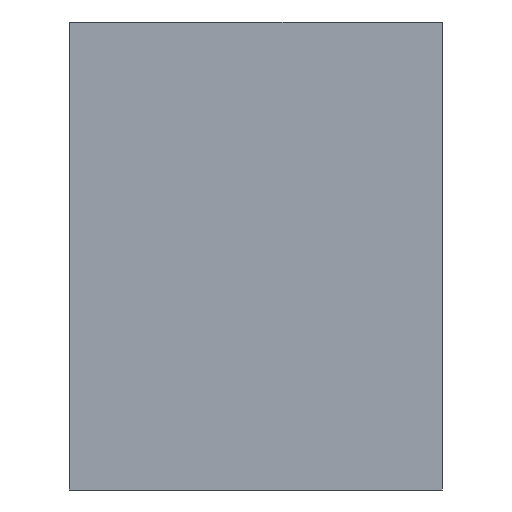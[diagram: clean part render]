
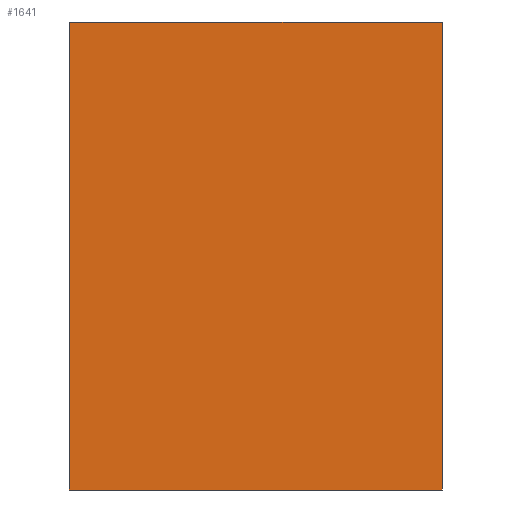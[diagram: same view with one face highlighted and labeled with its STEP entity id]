
A CAD part, front view. The second image highlights one B-rep face of the part: STEP entity #1641.
In plain terms, the highlighted planar face has unit normal (0, -1, 0).
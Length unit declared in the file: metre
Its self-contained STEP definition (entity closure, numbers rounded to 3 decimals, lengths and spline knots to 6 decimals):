
#131=FACE_OUTER_BOUND('',#232,.T.);
#232=EDGE_LOOP('',(#1162,#1163,#1164,#1165));
#341=LINE('',#2514,#554);
#345=LINE('',#2522,#558);
#348=LINE('',#2528,#561);
#351=LINE('',#2532,#564);
#554=VECTOR('',#2041,0.01);
#558=VECTOR('',#2047,0.01);
#561=VECTOR('',#2052,0.01);
#564=VECTOR('',#2057,0.01);
#760=VERTEX_POINT('',#2511);
#761=VERTEX_POINT('',#2513);
#764=VERTEX_POINT('',#2521);
#766=VERTEX_POINT('',#2527);
#909=EDGE_CURVE('',#761,#760,#341,.T.);
#913=EDGE_CURVE('',#764,#761,#345,.T.);
#916=EDGE_CURVE('',#766,#764,#348,.T.);
#919=EDGE_CURVE('',#760,#766,#351,.T.);
#1162=ORIENTED_EDGE('',*,*,#919,.T.);
#1163=ORIENTED_EDGE('',*,*,#916,.T.);
#1164=ORIENTED_EDGE('',*,*,#913,.T.);
#1165=ORIENTED_EDGE('',*,*,#909,.T.);
#1540=PLANE('',#1882);
#1641=ADVANCED_FACE('',(#131),#1540,.T.);
#1882=AXIS2_PLACEMENT_3D('',#2534,#2060,#2061);
#2041=DIRECTION('',(1.,0.,0.));
#2047=DIRECTION('',(0.,0.,-1.));
#2052=DIRECTION('',(-1.,0.,0.));
#2057=DIRECTION('',(0.,0.,1.));
#2060=DIRECTION('center_axis',(0.,-1.,0.));
#2061=DIRECTION('ref_axis',(0.,0.,-1.));
#2511=CARTESIAN_POINT('',(2.909,-0.1,0.));
#2513=CARTESIAN_POINT('',(0.,-0.1,0.));
#2514=CARTESIAN_POINT('',(2.909,-0.1,0.));
#2521=CARTESIAN_POINT('',(0.,-0.1,3.651));
#2522=CARTESIAN_POINT('',(0.,-0.1,3.651));
#2527=CARTESIAN_POINT('',(2.909,-0.1,3.651));
#2528=CARTESIAN_POINT('',(2.909,-0.1,3.651));
#2532=CARTESIAN_POINT('',(2.909,-0.1,0.));
#2534=CARTESIAN_POINT('Origin',(1.4545,-0.1,1.8255));
